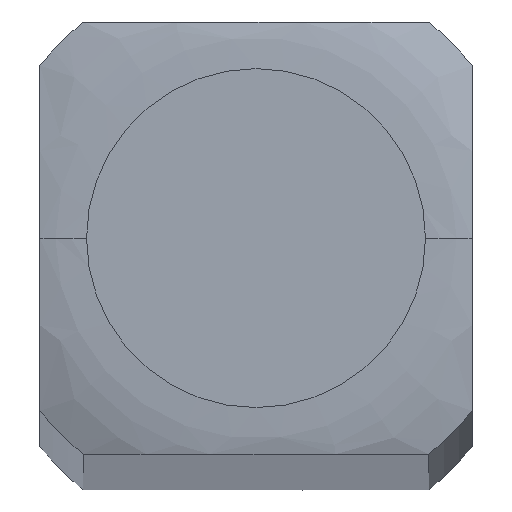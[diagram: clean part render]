
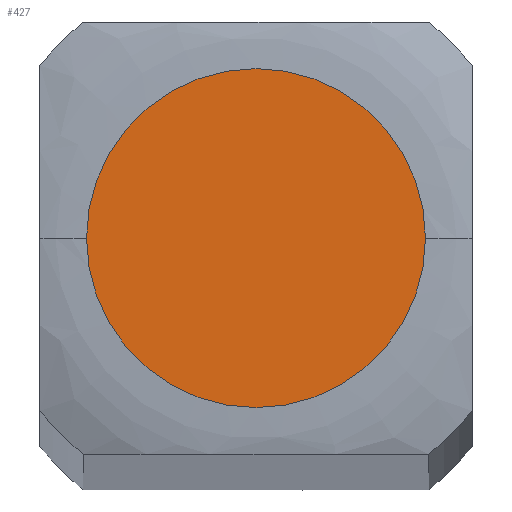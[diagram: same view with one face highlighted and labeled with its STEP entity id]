
A CAD part, top view. The second image highlights one B-rep face of the part: STEP entity #427.
In plain terms, the highlighted planar face has unit normal (0, 0, 1).
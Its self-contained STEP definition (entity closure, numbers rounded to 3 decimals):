
#30 = CARTESIAN_POINT ( 'NONE',  ( 1.245, 0., 75.311 ) ) ;
#168 = DIRECTION ( 'NONE',  ( 1., 0., 0. ) ) ;
#178 = DIRECTION ( 'NONE',  ( 0., 0., 1. ) ) ;
#185 = EDGE_CURVE ( 'NONE', #295, #371, #270, .T. ) ;
#193 = CARTESIAN_POINT ( 'NONE',  ( 0., 0., 75.311 ) ) ;
#233 = AXIS2_PLACEMENT_3D ( 'NONE', #480, #479, #477 ) ;
#234 = AXIS2_PLACEMENT_3D ( 'NONE', #534, #525, #524 ) ;
#253 = CIRCLE ( 'NONE', #233, 1.245 ) ;
#255 = FACE_OUTER_BOUND ( 'NONE', #309, .T. ) ;
#270 = CIRCLE ( 'NONE', #438, 1.245 ) ;
#295 = VERTEX_POINT ( 'NONE', #30 ) ;
#309 = EDGE_LOOP ( 'NONE', ( #321, #354 ) ) ;
#321 = ORIENTED_EDGE ( 'NONE', *, *, #185, .T. ) ;
#354 = ORIENTED_EDGE ( 'NONE', *, *, #449, .T. ) ;
#371 = VERTEX_POINT ( 'NONE', #560 ) ;
#427 = ADVANCED_FACE ( 'NONE', ( #255 ), #527, .F. ) ;
#438 = AXIS2_PLACEMENT_3D ( 'NONE', #193, #178, #168 ) ;
#449 = EDGE_CURVE ( 'NONE', #371, #295, #253, .T. ) ;
#477 = DIRECTION ( 'NONE',  ( 1., 0., 0. ) ) ;
#479 = DIRECTION ( 'NONE',  ( 0., 0., 1. ) ) ;
#480 = CARTESIAN_POINT ( 'NONE',  ( 0., 0., 75.311 ) ) ;
#524 = DIRECTION ( 'NONE',  ( -1., 0., 0. ) ) ;
#525 = DIRECTION ( 'NONE',  ( 0., 0., -1. ) ) ;
#527 = PLANE ( 'NONE',  #234 ) ;
#534 = CARTESIAN_POINT ( 'NONE',  ( -1.588, 1.588, 75.311 ) ) ;
#560 = CARTESIAN_POINT ( 'NONE',  ( -1.245, 0., 75.311 ) ) ;
